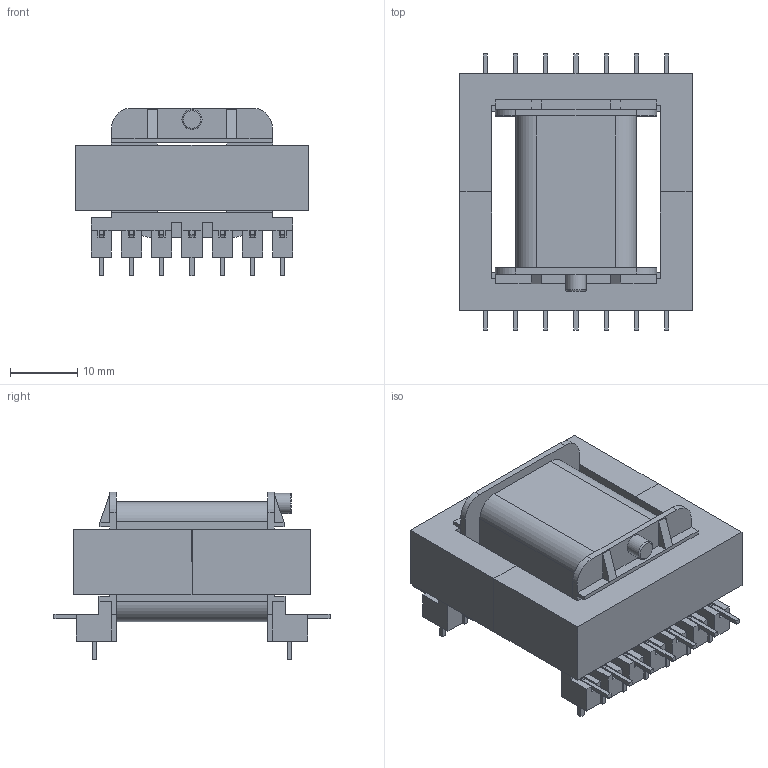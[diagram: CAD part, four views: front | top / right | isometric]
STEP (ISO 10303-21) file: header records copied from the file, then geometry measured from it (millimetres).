
FILE_DESCRIPTION( ( 'Unknown' ), '1' );
FILE_NAME( '750310349.stp', 'Unknown', ( 'Unknown' ), ( 'Unknown' ), 'XStep 1.0', 'Unknown', ' ' );
FILE_SCHEMA( ( 'automotive_design' ) );
Length unit declared in the file: millimetre
Products named in the file (3): Assem1; Bobbin_EE-35; core
Bounding box: 34.6 x 41.1 x 24.99 mm (x, y, z)
Volume: 24871 mm3; surface area: 18558.1 mm2
Topology: 5 solids, 5 shells, 824 faces, 2182 edges, 1422 vertices
Faces by surface type: plane 748, cylinder 74, torus 2
Full cylindrical faces by diameter (mm): 3 x2
Entity records: 15478 total; most frequent: CARTESIAN_POINT 2179, ORIENTED_EDGE 2142, DIRECTION 1972, EDGE_CURVE 1071, LINE 988, VECTOR 988, VERTEX_POINT 699, AXIS2_PLACEMENT_3D 492
